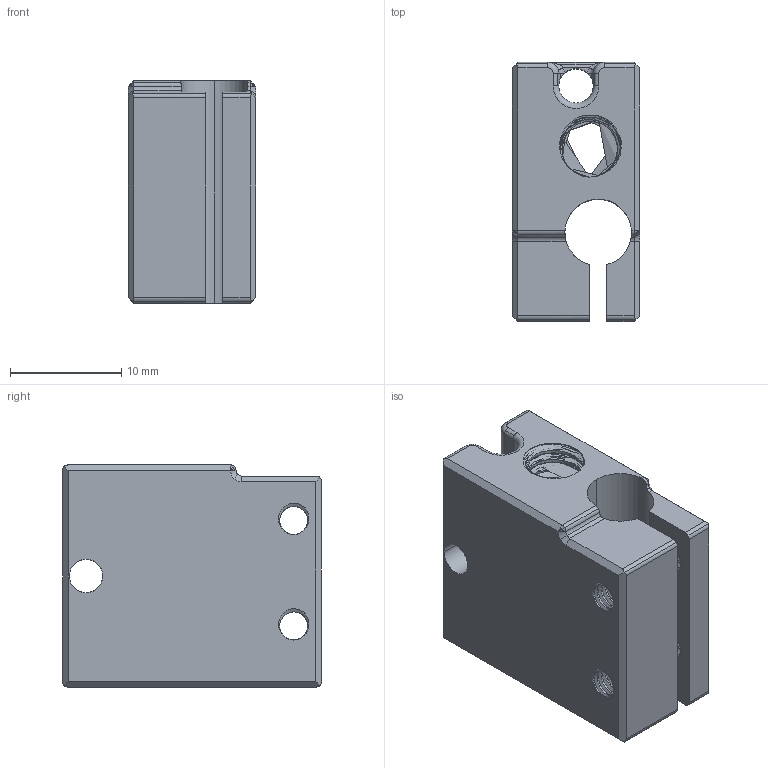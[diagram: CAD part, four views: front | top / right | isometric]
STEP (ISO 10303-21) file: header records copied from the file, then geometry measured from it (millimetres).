
FILE_DESCRIPTION (( 'STEP AP214' ), '1' );
FILE_NAME ('Component3.STEP', '2025-09-18T19:08:16', ( '' ), ( '' ), 'SwSTEP 2.0', 'SolidWorks 2024', '' );
FILE_SCHEMA (( 'AUTOMOTIVE_DESIGN' ));
Length unit declared in the file: millimetre
Products named in the file (1): Component3
Bounding box: 11.5 x 23.32 x 20 mm (x, y, z)
Volume: 3732.9 mm3; surface area: 3255.8 mm2
Topology: 1 solids, 1 shells, 339 faces, 998 edges, 652 vertices
Faces by surface type: cylinder 290, plane 24, bspline 12, cone 8, torus 5
Full cylindrical faces by diameter (mm): 3.086 x4
Entity records: 31937 total; most frequent: CARTESIAN_POINT 24011, ORIENTED_EDGE 1984, DIRECTION 1161, EDGE_CURVE 992, VERTEX_POINT 652, B_SPLINE_CURVE_WITH_KNOTS 552, AXIS2_PLACEMENT_3D 409, EDGE_LOOP 352
